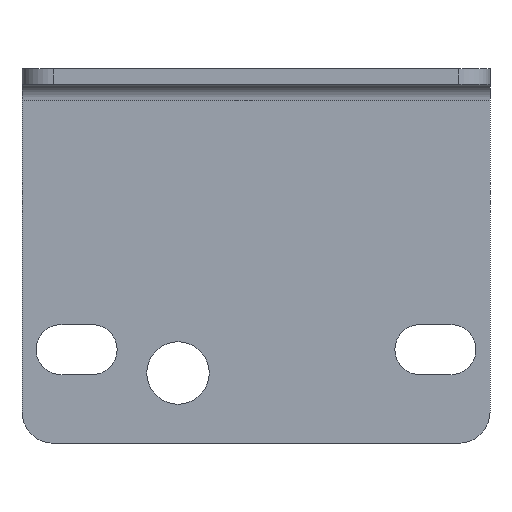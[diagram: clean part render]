
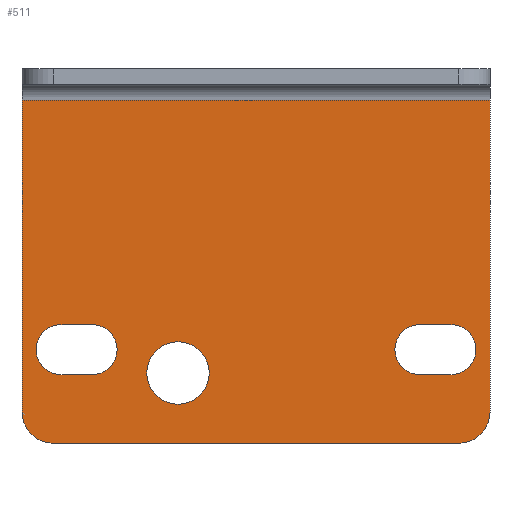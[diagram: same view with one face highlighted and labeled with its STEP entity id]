
A CAD part, left-side view. The second image highlights one B-rep face of the part: STEP entity #511.
In plain terms, the highlighted planar face has unit normal (-1, 0, 0).
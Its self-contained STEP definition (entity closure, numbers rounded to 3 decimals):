
#17=FACE_BOUND('',#89,.T.);
#18=FACE_BOUND('',#90,.T.);
#19=FACE_BOUND('',#91,.T.);
#34=PLANE('',#576);
#59=FACE_OUTER_BOUND('',#88,.T.);
#88=EDGE_LOOP('',(#424,#425,#426,#427,#428,#429));
#89=EDGE_LOOP('',(#430,#431,#432,#433));
#90=EDGE_LOOP('',(#434,#435,#436,#437));
#91=EDGE_LOOP('',(#438));
#114=LINE('',#777,#159);
#119=LINE('',#791,#164);
#122=LINE('',#801,#167);
#127=LINE('',#815,#172);
#132=LINE('',#833,#177);
#136=LINE('',#846,#181);
#142=LINE('',#868,#187);
#143=LINE('',#869,#188);
#159=VECTOR('',#622,10.);
#164=VECTOR('',#635,10.);
#167=VECTOR('',#646,10.);
#172=VECTOR('',#659,10.);
#177=VECTOR('',#678,10.);
#181=VECTOR('',#692,1.44);
#187=VECTOR('',#716,10.);
#188=VECTOR('',#717,10.);
#199=CIRCLE('',#545,1.6);
#201=CIRCLE('',#549,1.6);
#203=CIRCLE('',#553,1.6);
#205=CIRCLE('',#557,1.6);
#207=CIRCLE('',#560,2.);
#209=CIRCLE('',#564,2.);
#216=CIRCLE('',#575,2.);
#232=VERTEX_POINT('',#775);
#233=VERTEX_POINT('',#776);
#236=VERTEX_POINT('',#784);
#238=VERTEX_POINT('',#790);
#240=VERTEX_POINT('',#799);
#241=VERTEX_POINT('',#800);
#244=VERTEX_POINT('',#808);
#246=VERTEX_POINT('',#814);
#248=VERTEX_POINT('',#823);
#249=VERTEX_POINT('',#824);
#252=VERTEX_POINT('',#832);
#254=VERTEX_POINT('',#838);
#256=VERTEX_POINT('',#844);
#262=VERTEX_POINT('',#863);
#263=VERTEX_POINT('',#867);
#282=EDGE_CURVE('',#232,#233,#114,.T.);
#286=EDGE_CURVE('',#233,#236,#199,.T.);
#289=EDGE_CURVE('',#236,#238,#119,.T.);
#292=EDGE_CURVE('',#238,#232,#201,.T.);
#294=EDGE_CURVE('',#240,#241,#122,.T.);
#298=EDGE_CURVE('',#241,#244,#203,.T.);
#301=EDGE_CURVE('',#244,#246,#127,.T.);
#304=EDGE_CURVE('',#246,#240,#205,.T.);
#306=EDGE_CURVE('',#248,#249,#207,.T.);
#310=EDGE_CURVE('',#249,#252,#132,.T.);
#313=EDGE_CURVE('',#252,#254,#209,.T.);
#317=EDGE_CURVE('',#256,#248,#136,.T.);
#327=EDGE_CURVE('',#262,#262,#216,.T.);
#328=EDGE_CURVE('',#256,#263,#142,.T.);
#329=EDGE_CURVE('',#254,#263,#143,.T.);
#424=ORIENTED_EDGE('',*,*,#317,.F.);
#425=ORIENTED_EDGE('',*,*,#328,.T.);
#426=ORIENTED_EDGE('',*,*,#329,.F.);
#427=ORIENTED_EDGE('',*,*,#313,.F.);
#428=ORIENTED_EDGE('',*,*,#310,.F.);
#429=ORIENTED_EDGE('',*,*,#306,.F.);
#430=ORIENTED_EDGE('',*,*,#282,.T.);
#431=ORIENTED_EDGE('',*,*,#286,.T.);
#432=ORIENTED_EDGE('',*,*,#289,.T.);
#433=ORIENTED_EDGE('',*,*,#292,.T.);
#434=ORIENTED_EDGE('',*,*,#294,.T.);
#435=ORIENTED_EDGE('',*,*,#298,.T.);
#436=ORIENTED_EDGE('',*,*,#301,.T.);
#437=ORIENTED_EDGE('',*,*,#304,.T.);
#438=ORIENTED_EDGE('',*,*,#327,.T.);
#511=ADVANCED_FACE('',(#59,#17,#18,#19),#34,.T.);
#545=AXIS2_PLACEMENT_3D('',#785,#628,#629);
#549=AXIS2_PLACEMENT_3D('',#796,#640,#641);
#553=AXIS2_PLACEMENT_3D('',#809,#652,#653);
#557=AXIS2_PLACEMENT_3D('',#820,#664,#665);
#560=AXIS2_PLACEMENT_3D('',#825,#670,#671);
#564=AXIS2_PLACEMENT_3D('',#839,#683,#684);
#575=AXIS2_PLACEMENT_3D('',#865,#712,#713);
#576=AXIS2_PLACEMENT_3D('',#866,#714,#715);
#622=DIRECTION('',(0.,-1.,0.));
#628=DIRECTION('center_axis',(1.,0.,0.));
#629=DIRECTION('ref_axis',(0.,0.,1.));
#635=DIRECTION('',(0.,1.,0.));
#640=DIRECTION('center_axis',(1.,0.,0.));
#641=DIRECTION('ref_axis',(0.,1.,0.));
#646=DIRECTION('',(0.,-1.,0.));
#652=DIRECTION('center_axis',(1.,0.,0.));
#653=DIRECTION('ref_axis',(0.,1.,0.));
#659=DIRECTION('',(0.,1.,0.));
#664=DIRECTION('center_axis',(1.,0.,0.));
#665=DIRECTION('ref_axis',(0.,0.,-1.));
#670=DIRECTION('center_axis',(1.,0.,0.));
#671=DIRECTION('ref_axis',(0.,-1.,0.));
#678=DIRECTION('',(0.,1.,0.));
#683=DIRECTION('center_axis',(1.,0.,0.));
#684=DIRECTION('ref_axis',(0.,0.,-1.));
#692=DIRECTION('',(0.,0.,-1.));
#712=DIRECTION('center_axis',(1.,0.,0.));
#713=DIRECTION('ref_axis',(0.,1.,0.));
#714=DIRECTION('center_axis',(-1.,0.,0.));
#715=DIRECTION('ref_axis',(0.,0.,1.));
#716=DIRECTION('',(0.,1.,0.));
#717=DIRECTION('',(0.,0.,1.));
#775=CARTESIAN_POINT('',(14.25,7.5,-18.9));
#776=CARTESIAN_POINT('',(14.25,5.5,-18.9));
#777=CARTESIAN_POINT('',(14.25,2.75,-18.9));
#784=CARTESIAN_POINT('',(14.25,5.5,-22.1));
#785=CARTESIAN_POINT('Origin',(14.25,5.5,-20.5));
#790=CARTESIAN_POINT('',(14.25,7.5,-22.1));
#791=CARTESIAN_POINT('',(14.25,3.75,-22.1));
#796=CARTESIAN_POINT('Origin',(14.25,7.5,-20.5));
#799=CARTESIAN_POINT('',(14.25,-15.5,-18.9));
#800=CARTESIAN_POINT('',(14.25,-17.5,-18.9));
#801=CARTESIAN_POINT('',(14.25,-8.75,-18.9));
#808=CARTESIAN_POINT('',(14.25,-17.5,-22.1));
#809=CARTESIAN_POINT('Origin',(14.25,-17.5,-20.5));
#814=CARTESIAN_POINT('',(14.25,-15.5,-22.1));
#815=CARTESIAN_POINT('',(14.25,-7.75,-22.1));
#820=CARTESIAN_POINT('Origin',(14.25,-15.5,-20.5));
#823=CARTESIAN_POINT('',(14.25,-20.,-24.5));
#824=CARTESIAN_POINT('',(14.25,-18.,-26.5));
#825=CARTESIAN_POINT('Origin',(14.25,-18.,-24.5));
#832=CARTESIAN_POINT('',(14.25,8.,-26.5));
#833=CARTESIAN_POINT('',(14.25,-2.5,-26.5));
#838=CARTESIAN_POINT('',(14.25,10.,-24.5));
#839=CARTESIAN_POINT('Origin',(14.25,8.,-24.5));
#844=CARTESIAN_POINT('',(14.25,-20.,-4.5));
#846=CARTESIAN_POINT('',(14.25,-20.,0.024));
#863=CARTESIAN_POINT('',(14.25,-2.,-22.));
#865=CARTESIAN_POINT('Origin',(14.25,0.,-22.));
#866=CARTESIAN_POINT('Origin',(14.25,0.,-14.369));
#867=CARTESIAN_POINT('',(14.25,10.,-4.5));
#868=CARTESIAN_POINT('',(14.25,0.,-4.5));
#869=CARTESIAN_POINT('',(14.25,10.,-19.));
